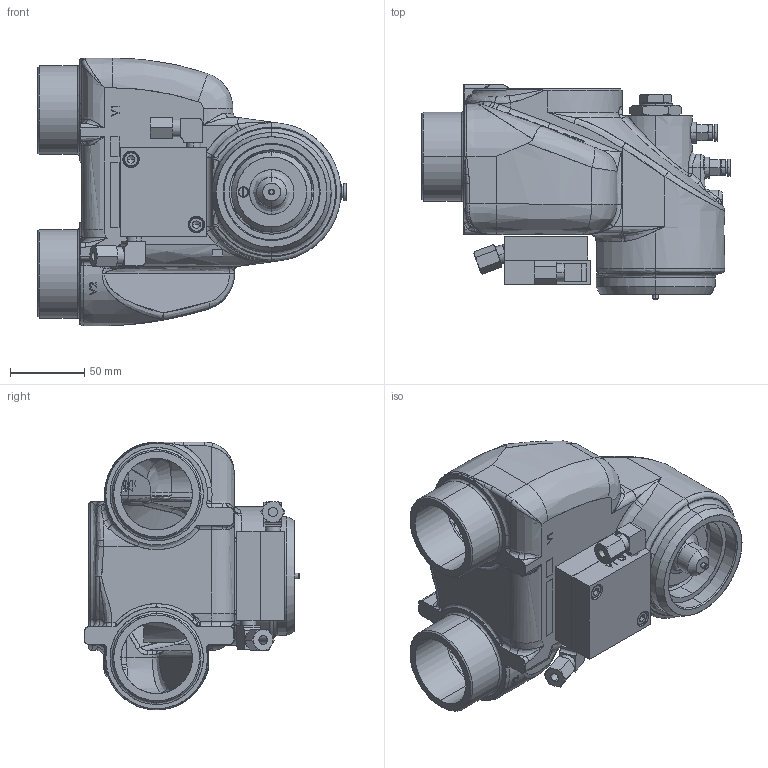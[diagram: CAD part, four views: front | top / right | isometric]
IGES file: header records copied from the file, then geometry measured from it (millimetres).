
Start section: SolidWorks IGES file using analytic representation for surfaces
Global section: file name: DKRSTP_19296.IGS; native system: SolidWorks 2010; preprocessor: SolidWorks 2010; author: LarsenR; date: 140326.104705; units: millimetre
Bounding box: 207 x 144.5 x 180 mm (x, y, z)
Surface area: 174378.6 mm2 (no closed solid volume)
Topology: 0 solids, 0 shells, 875 faces, 12509 edges, 12471 vertices
Faces by surface type: bspline 599, revolution 276
